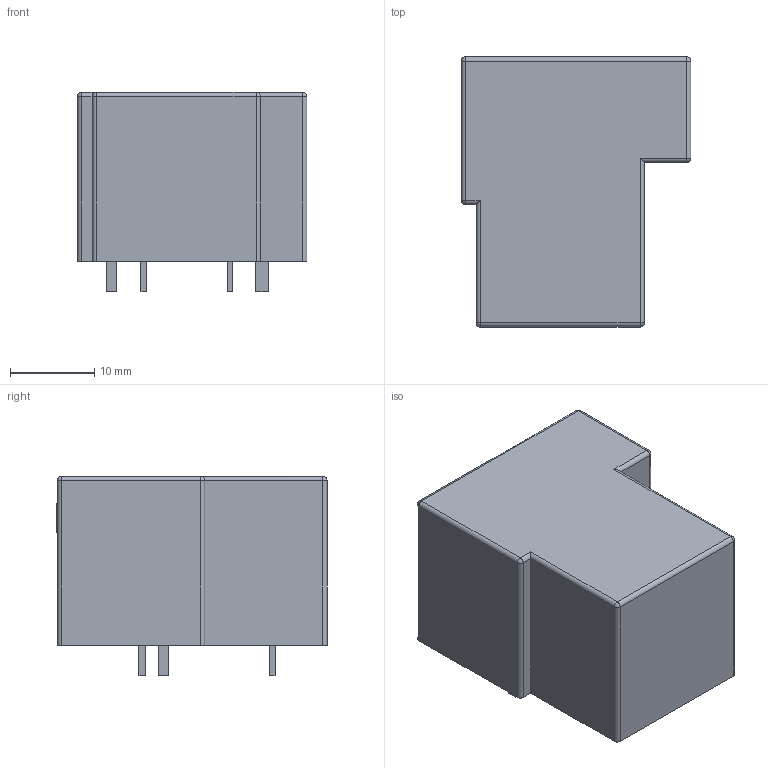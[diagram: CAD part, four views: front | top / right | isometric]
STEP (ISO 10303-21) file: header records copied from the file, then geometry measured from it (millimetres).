
FILE_DESCRIPTION (( 'STEP AP214' ), '1' );
FILE_NAME ('RELAY-TH_NB90-XXS-S-A.step', '2022-07-09T13:47:20', ( '' ), ( '' ), 'SwSTEP 2.0', 'SolidWorks 2020', '' );
FILE_SCHEMA (( 'AUTOMOTIVE_DESIGN' ));
Length unit declared in the file: millimetre
Products named in the file (1): RELAY-TH_NB90-XXS-S-A
Bounding box: 27.2 x 32.01 x 23.6 mm (x, y, z)
Volume: 14756 mm3; surface area: 3857 mm2
Topology: 10 solids, 10 shells, 340 faces, 889 edges, 582 vertices
Faces by surface type: plane 208, bspline 112, cylinder 14, sphere 6
Entity records: 14664 total; most frequent: CARTESIAN_POINT 3916, ORIENTED_EDGE 1766, DIRECTION 1135, EDGE_CURVE 883, VECTOR 629, LINE 629, VERTEX_POINT 582, EDGE_LOOP 363
